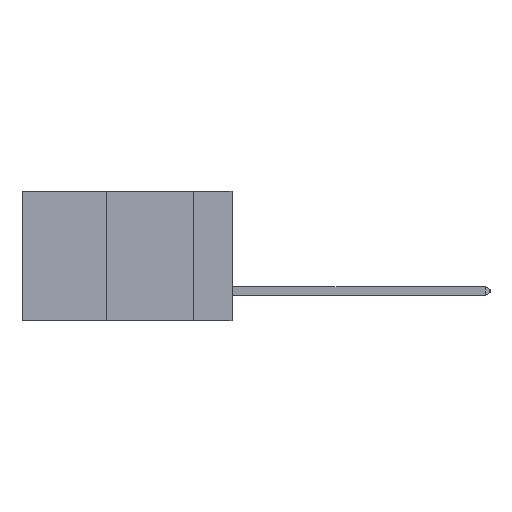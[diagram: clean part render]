
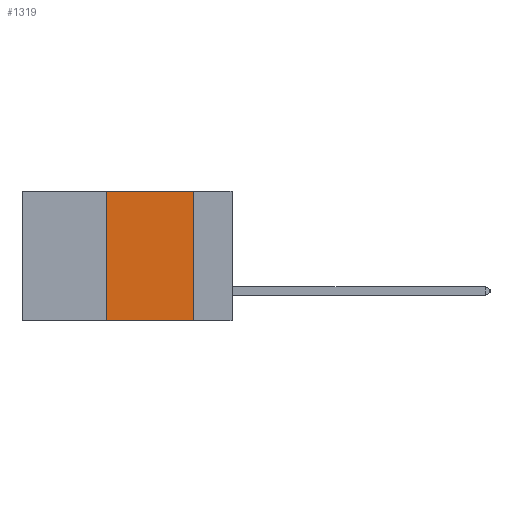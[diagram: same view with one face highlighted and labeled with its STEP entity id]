
A CAD part, left-side view. The second image highlights one B-rep face of the part: STEP entity #1319.
In plain terms, the highlighted planar face has unit normal (-1, 0, 0).
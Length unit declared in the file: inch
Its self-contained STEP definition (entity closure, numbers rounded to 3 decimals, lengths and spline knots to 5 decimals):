
#124 = CARTESIAN_POINT ( 'NONE',  ( 0., 0.36, 0. ) ) ;
#516 = VERTEX_POINT ( 'NONE', #25524 ) ;
#1319 = ADVANCED_FACE ( 'NONE', ( #10775 ), #16182, .F. ) ;
#1708 = CARTESIAN_POINT ( 'NONE',  ( 0., 0.11, 0. ) ) ;
#2333 = LINE ( 'NONE', #1708, #23821 ) ;
#3167 = ORIENTED_EDGE ( 'NONE', *, *, #14686, .F. ) ;
#3424 = CARTESIAN_POINT ( 'NONE',  ( 0., 0.6, 0. ) ) ;
#9732 = CARTESIAN_POINT ( 'NONE',  ( 0., 0.11, 0. ) ) ;
#10606 = DIRECTION ( 'NONE',  ( 0., -1., 0. ) ) ;
#10775 = FACE_OUTER_BOUND ( 'NONE', #17169, .T. ) ;
#11138 = DIRECTION ( 'NONE',  ( 0., 0., 1. ) ) ;
#11319 = VERTEX_POINT ( 'NONE', #20547 ) ;
#11735 = DIRECTION ( 'NONE',  ( 0., -1., 0. ) ) ;
#12095 = VERTEX_POINT ( 'NONE', #9732 ) ;
#14686 = EDGE_CURVE ( 'NONE', #11319, #12095, #20596, .T. ) ;
#15028 = VECTOR ( 'NONE', #11735, 39.37008 ) ;
#15183 = ORIENTED_EDGE ( 'NONE', *, *, #15189, .F. ) ;
#15189 = EDGE_CURVE ( 'NONE', #516, #11319, #18595, .T. ) ;
#15195 = CARTESIAN_POINT ( 'NONE',  ( 0., 0.11, -0.37 ) ) ;
#15230 = VECTOR ( 'NONE', #10606, 39.37008 ) ;
#15761 = VERTEX_POINT ( 'NONE', #15195 ) ;
#16021 = CARTESIAN_POINT ( 'NONE',  ( 0., 0.6, 0. ) ) ;
#16182 = PLANE ( 'NONE',  #17695 ) ;
#16240 = DIRECTION ( 'NONE',  ( 1., 0., 0. ) ) ;
#16266 = DIRECTION ( 'NONE',  ( 0., 0., -1. ) ) ;
#16879 = EDGE_CURVE ( 'NONE', #12095, #15761, #2333, .T. ) ;
#17169 = EDGE_LOOP ( 'NONE', ( #22340, #3167, #15183, #21148 ) ) ;
#17695 = AXIS2_PLACEMENT_3D ( 'NONE', #16021, #16240, #16266 ) ;
#18595 = LINE ( 'NONE', #124, #24212 ) ;
#18979 = DIRECTION ( 'NONE',  ( 0., 0., -1. ) ) ;
#20135 = LINE ( 'NONE', #25415, #15230 ) ;
#20547 = CARTESIAN_POINT ( 'NONE',  ( 0., 0.36, 0. ) ) ;
#20577 = EDGE_CURVE ( 'NONE', #516, #15761, #20135, .T. ) ;
#20596 = LINE ( 'NONE', #3424, #15028 ) ;
#21148 = ORIENTED_EDGE ( 'NONE', *, *, #20577, .T. ) ;
#22340 = ORIENTED_EDGE ( 'NONE', *, *, #16879, .F. ) ;
#23821 = VECTOR ( 'NONE', #18979, 39.37008 ) ;
#24212 = VECTOR ( 'NONE', #11138, 39.37008 ) ;
#25415 = CARTESIAN_POINT ( 'NONE',  ( 0., 0.6, -0.37 ) ) ;
#25524 = CARTESIAN_POINT ( 'NONE',  ( 0., 0.36, -0.37 ) ) ;
